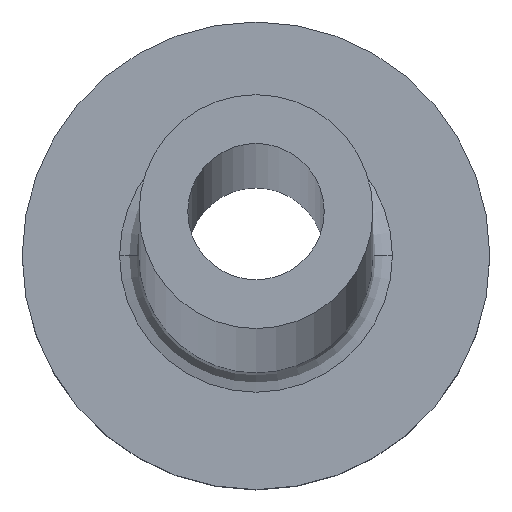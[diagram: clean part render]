
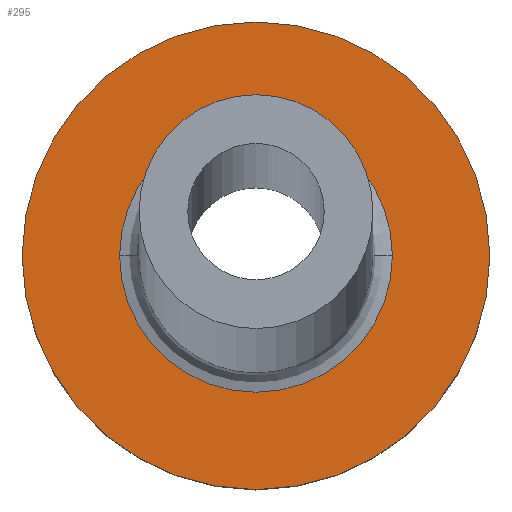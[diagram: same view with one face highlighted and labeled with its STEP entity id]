
A CAD part, top view. The second image highlights one B-rep face of the part: STEP entity #295.
In plain terms, the highlighted planar face has unit normal (0, 0, 1).
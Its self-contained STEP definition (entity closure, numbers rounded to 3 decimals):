
#13 = EDGE_CURVE ( 'NONE', #322, #304, #161, .T. ) ;
#21 = CARTESIAN_POINT ( 'NONE',  ( 0., 0., 5. ) ) ;
#23 = DIRECTION ( 'NONE',  ( 1., 0., 0. ) ) ;
#39 = CARTESIAN_POINT ( 'NONE',  ( 0., 0., 5. ) ) ;
#40 = PLANE ( 'NONE',  #77 ) ;
#54 = ORIENTED_EDGE ( 'NONE', *, *, #364, .T. ) ;
#67 = CARTESIAN_POINT ( 'NONE',  ( 0., 0., 5. ) ) ;
#68 = CIRCLE ( 'NONE', #350, 3.5 ) ;
#77 = AXIS2_PLACEMENT_3D ( 'NONE', #67, #245, #357 ) ;
#80 = ORIENTED_EDGE ( 'NONE', *, *, #264, .T. ) ;
#101 = CARTESIAN_POINT ( 'NONE',  ( 0., 0., 5. ) ) ;
#108 = VERTEX_POINT ( 'NONE', #266 ) ;
#115 = ORIENTED_EDGE ( 'NONE', *, *, #13, .T. ) ;
#126 = CARTESIAN_POINT ( 'NONE',  ( 6., 0., 5. ) ) ;
#148 = DIRECTION ( 'NONE',  ( 0., 0., 1. ) ) ;
#154 = FACE_OUTER_BOUND ( 'NONE', #366, .T. ) ;
#161 = CIRCLE ( 'NONE', #265, 6. ) ;
#164 = ORIENTED_EDGE ( 'NONE', *, *, #182, .T. ) ;
#179 = DIRECTION ( 'NONE',  ( 1., 0., 0. ) ) ;
#182 = EDGE_CURVE ( 'NONE', #304, #322, #254, .T. ) ;
#187 = CARTESIAN_POINT ( 'NONE',  ( -6., 0., 5. ) ) ;
#212 = CARTESIAN_POINT ( 'NONE',  ( 0., 0., 5. ) ) ;
#243 = CIRCLE ( 'NONE', #358, 3.5 ) ;
#245 = DIRECTION ( 'NONE',  ( 0., 0., 1. ) ) ;
#247 = CARTESIAN_POINT ( 'NONE',  ( 3.5, 0., 5. ) ) ;
#254 = CIRCLE ( 'NONE', #306, 6. ) ;
#264 = EDGE_CURVE ( 'NONE', #360, #108, #68, .T. ) ;
#265 = AXIS2_PLACEMENT_3D ( 'NONE', #21, #290, #23 ) ;
#266 = CARTESIAN_POINT ( 'NONE',  ( -3.5, 0., 5. ) ) ;
#290 = DIRECTION ( 'NONE',  ( 0., 0., 1. ) ) ;
#295 = ADVANCED_FACE ( 'NONE', ( #359, #154 ), #40, .T. ) ;
#304 = VERTEX_POINT ( 'NONE', #187 ) ;
#306 = AXIS2_PLACEMENT_3D ( 'NONE', #212, #148, #179 ) ;
#309 = DIRECTION ( 'NONE',  ( 0., 0., -1. ) ) ;
#322 = VERTEX_POINT ( 'NONE', #126 ) ;
#332 = DIRECTION ( 'NONE',  ( 0., 0., -1. ) ) ;
#335 = DIRECTION ( 'NONE',  ( 1., 0., 0. ) ) ;
#350 = AXIS2_PLACEMENT_3D ( 'NONE', #39, #332, #363 ) ;
#357 = DIRECTION ( 'NONE',  ( 1., 0., 0. ) ) ;
#358 = AXIS2_PLACEMENT_3D ( 'NONE', #101, #309, #335 ) ;
#359 = FACE_BOUND ( 'NONE', #362, .T. ) ;
#360 = VERTEX_POINT ( 'NONE', #247 ) ;
#362 = EDGE_LOOP ( 'NONE', ( #80, #54 ) ) ;
#363 = DIRECTION ( 'NONE',  ( 1., 0., 0. ) ) ;
#364 = EDGE_CURVE ( 'NONE', #108, #360, #243, .T. ) ;
#366 = EDGE_LOOP ( 'NONE', ( #164, #115 ) ) ;
